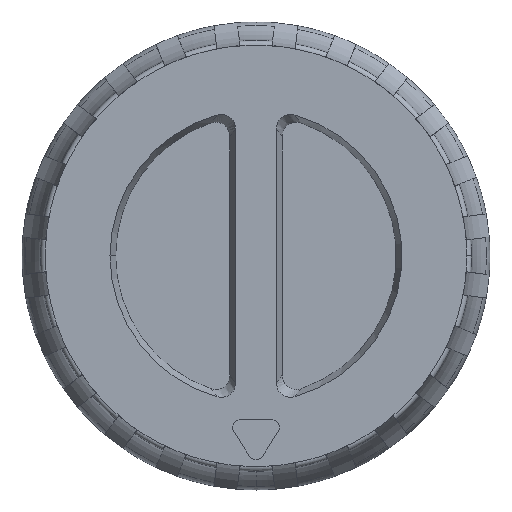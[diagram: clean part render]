
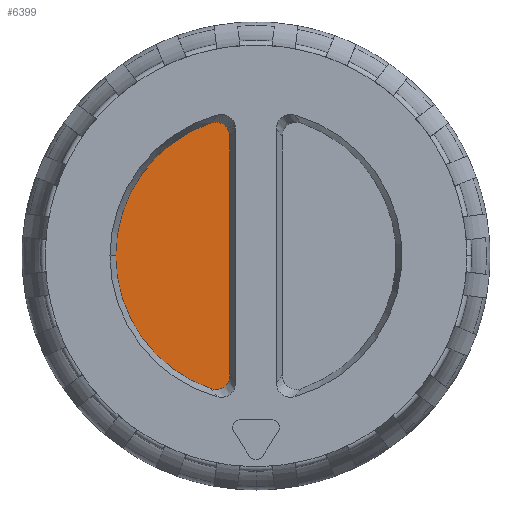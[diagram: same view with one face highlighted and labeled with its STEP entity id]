
A CAD part, top view. The second image highlights one B-rep face of the part: STEP entity #6399.
In plain terms, the highlighted planar face has unit normal (0, 0, 1).
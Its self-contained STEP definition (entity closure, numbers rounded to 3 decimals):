
#6315=CARTESIAN_POINT('',(0.,-4.863,35.753));
#6316=DIRECTION('',(0.,0.,-1.));
#6317=DIRECTION('',(1.,0.,0.));
#6318=AXIS2_PLACEMENT_3D('',#6315,#6316,#6317);
#6319=PLANE('',#6318);
#6320=CARTESIAN_POINT('',(-2.918,-13.377,35.753));
#6321=VERTEX_POINT('',#6320);
#6322=CARTESIAN_POINT('',(-1.674,-12.488,35.753));
#6323=VERTEX_POINT('',#6322);
#6324=CARTESIAN_POINT('',(-2.918,-13.377,35.753));
#6325=CARTESIAN_POINT('',(-2.846,-13.401,35.753));
#6326=CARTESIAN_POINT('',(-2.773,-13.419,35.753));
#6327=CARTESIAN_POINT('',(-2.699,-13.428,35.753));
#6328=CARTESIAN_POINT('',(-2.624,-13.437,35.753));
#6329=CARTESIAN_POINT('',(-2.547,-13.438,35.753));
#6330=CARTESIAN_POINT('',(-2.472,-13.43,35.753));
#6331=CARTESIAN_POINT('',(-2.323,-13.415,35.753));
#6332=CARTESIAN_POINT('',(-2.177,-13.361,35.753));
#6333=CARTESIAN_POINT('',(-2.054,-13.274,35.753));
#6334=CARTESIAN_POINT('',(-1.993,-13.231,35.753));
#6335=CARTESIAN_POINT('',(-1.936,-13.178,35.753));
#6336=CARTESIAN_POINT('',(-1.889,-13.12,35.753));
#6337=CARTESIAN_POINT('',(-1.841,-13.062,35.753));
#6338=CARTESIAN_POINT('',(-1.8,-12.997,35.753));
#6339=CARTESIAN_POINT('',(-1.768,-12.928,35.753));
#6340=CARTESIAN_POINT('',(-1.704,-12.791,35.753));
#6341=CARTESIAN_POINT('',(-1.674,-12.64,35.753));
#6342=CARTESIAN_POINT('',(-1.674,-12.488,35.753));
#6343=B_SPLINE_CURVE_WITH_KNOTS('',3,(#6324,#6325,#6326,#6327,#6328,#6329,#6330,#6331,#6332,#6333,#6334,#6335,#6336,#6337,#6338,#6339,#6340,#6341,#6342),.UNSPECIFIED.,.F.,.F.,(4,3,3,3,3,3,4),(0.,0.,0.,0.001,0.001,0.001,0.002),.UNSPECIFIED.);
#6344=EDGE_CURVE('',#6321,#6323,#6343,.T.);
#6345=ORIENTED_EDGE('',*,*,#6344,.T.);
#6346=CARTESIAN_POINT('',(-1.674,2.762,35.753));
#6347=VERTEX_POINT('',#6346);
#6348=CARTESIAN_POINT('',(-1.674,2.762,35.753));
#6349=DIRECTION('',(0.,-1.,-0.));
#6350=VECTOR('',#6349,15.25);
#6351=LINE('',#6348,#6350);
#6352=EDGE_CURVE('',#6347,#6323,#6351,.T.);
#6353=ORIENTED_EDGE('',*,*,#6352,.F.);
#6354=CARTESIAN_POINT('',(-2.918,3.651,35.753));
#6355=VERTEX_POINT('',#6354);
#6356=CARTESIAN_POINT('',(-1.674,2.762,35.753));
#6357=CARTESIAN_POINT('',(-1.674,2.838,35.753));
#6358=CARTESIAN_POINT('',(-1.681,2.913,35.753));
#6359=CARTESIAN_POINT('',(-1.697,2.986,35.753));
#6360=CARTESIAN_POINT('',(-1.712,3.06,35.753));
#6361=CARTESIAN_POINT('',(-1.736,3.133,35.753));
#6362=CARTESIAN_POINT('',(-1.768,3.201,35.753));
#6363=CARTESIAN_POINT('',(-1.799,3.269,35.753));
#6364=CARTESIAN_POINT('',(-1.839,3.333,35.753));
#6365=CARTESIAN_POINT('',(-1.887,3.392,35.753));
#6366=CARTESIAN_POINT('',(-1.935,3.451,35.753));
#6367=CARTESIAN_POINT('',(-1.99,3.502,35.753));
#6368=CARTESIAN_POINT('',(-2.051,3.546,35.753));
#6369=CARTESIAN_POINT('',(-2.112,3.59,35.753));
#6370=CARTESIAN_POINT('',(-2.18,3.626,35.753));
#6371=CARTESIAN_POINT('',(-2.251,3.652,35.753));
#6372=CARTESIAN_POINT('',(-2.321,3.679,35.753));
#6373=CARTESIAN_POINT('',(-2.396,3.696,35.753));
#6374=CARTESIAN_POINT('',(-2.471,3.704,35.753));
#6375=CARTESIAN_POINT('',(-2.621,3.72,35.753));
#6376=CARTESIAN_POINT('',(-2.774,3.7,35.753));
#6377=CARTESIAN_POINT('',(-2.918,3.651,35.753));
#6378=B_SPLINE_CURVE_WITH_KNOTS('',3,(#6356,#6357,#6358,#6359,#6360,#6361,#6362,#6363,#6364,#6365,#6366,#6367,#6368,#6369,#6370,#6371,#6372,#6373,#6374,#6375,#6376,#6377),.UNSPECIFIED.,.F.,.F.,(4,3,3,3,3,3,3,4),(0.,0.,0.,0.001,0.001,0.001,0.001,0.002),.UNSPECIFIED.);
#6379=EDGE_CURVE('',#6347,#6355,#6378,.T.);
#6380=ORIENTED_EDGE('',*,*,#6379,.T.);
#6381=CARTESIAN_POINT('',(-9.,-4.863,35.753));
#6382=VERTEX_POINT('',#6381);
#6383=CARTESIAN_POINT('',(0.,-4.863,35.753));
#6384=DIRECTION('',(0.,0.,-1.));
#6385=DIRECTION('',(-1.,-0.,-0.));
#6386=AXIS2_PLACEMENT_3D('',#6383,#6384,#6385);
#6387=CIRCLE('',#6386,9.);
#6388=EDGE_CURVE('',#6382,#6355,#6387,.T.);
#6389=ORIENTED_EDGE('',*,*,#6388,.F.);
#6390=CARTESIAN_POINT('',(0.,-4.863,35.753));
#6391=DIRECTION('',(0.,0.,-1.));
#6392=DIRECTION('',(-1.,-0.,-0.));
#6393=AXIS2_PLACEMENT_3D('',#6390,#6391,#6392);
#6394=CIRCLE('',#6393,9.);
#6395=EDGE_CURVE('',#6321,#6382,#6394,.T.);
#6396=ORIENTED_EDGE('',*,*,#6395,.F.);
#6397=EDGE_LOOP('',(#6345,#6353,#6380,#6389,#6396));
#6398=FACE_BOUND('',#6397,.T.);
#6399=ADVANCED_FACE('',(#6398),#6319,.F.);
